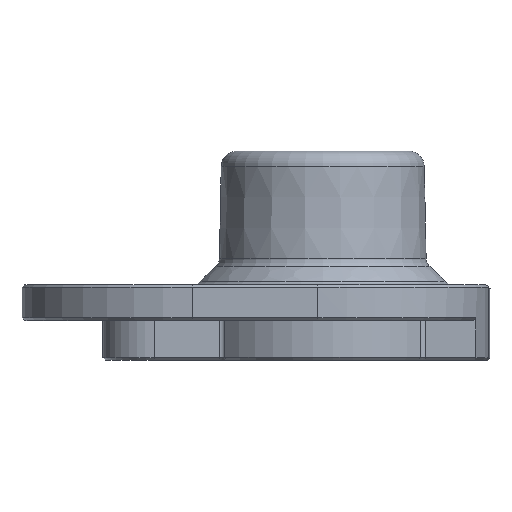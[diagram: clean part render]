
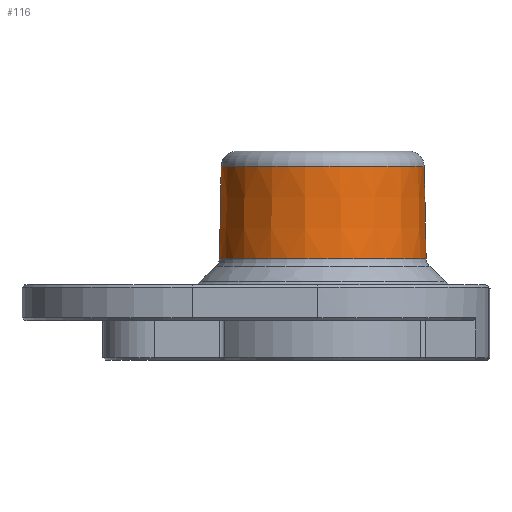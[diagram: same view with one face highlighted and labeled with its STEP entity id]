
A CAD part, top view. The second image highlights one B-rep face of the part: STEP entity #116.
In plain terms, the highlighted conical face has half-angle 1.12 degrees and reference radius 10 mm.
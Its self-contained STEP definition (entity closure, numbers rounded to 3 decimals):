
#116 = ADVANCED_FACE( '', ( #253, #254 ), #255, .T. );
#253 = FACE_OUTER_BOUND( '', #845, .T. );
#254 = FACE_BOUND( '', #846, .T. );
#255 = CONICAL_SURFACE( '', #847, 10., 0.02 );
#845 = EDGE_LOOP( '', ( #1320 ) );
#846 = EDGE_LOOP( '', ( #1321 ) );
#847 = AXIS2_PLACEMENT_3D( '', #1322, #1323, #1324 );
#1320 = ORIENTED_EDGE( '', *, *, #1700, .T. );
#1321 = ORIENTED_EDGE( '', *, *, #1697, .F. );
#1322 = CARTESIAN_POINT( '', ( 3.632, -3.4, 6.02 ) );
#1323 = DIRECTION( '', ( 0., -1., 0. ) );
#1324 = DIRECTION( '', ( 1., 0., 0. ) );
#1697 = EDGE_CURVE( '', #1958, #1958, #1959, .T. );
#1700 = EDGE_CURVE( '', #1964, #1964, #1965, .F. );
#1958 = VERTEX_POINT( '', #2493 );
#1959 = CIRCLE( '', #2494, 9.712 );
#1964 = VERTEX_POINT( '', #2499 );
#1965 = CIRCLE( '', #2500, 9.885 );
#2493 = CARTESIAN_POINT( '', ( 13.344, 11.329, 6.02 ) );
#2494 = AXIS2_PLACEMENT_3D( '', #2766, #2767, #2768 );
#2499 = CARTESIAN_POINT( '', ( 3.632, 2.491, -3.864 ) );
#2500 = AXIS2_PLACEMENT_3D( '', #2775, #2776, #2777 );
#2766 = CARTESIAN_POINT( '', ( 3.632, 11.329, 6.02 ) );
#2767 = DIRECTION( '', ( 0., 1., 0. ) );
#2768 = DIRECTION( '', ( 1., 0., 0. ) );
#2775 = CARTESIAN_POINT( '', ( 3.632, 2.491, 6.02 ) );
#2776 = DIRECTION( '', ( 0., -1., 0. ) );
#2777 = DIRECTION( '', ( 0., 0., -1. ) );
